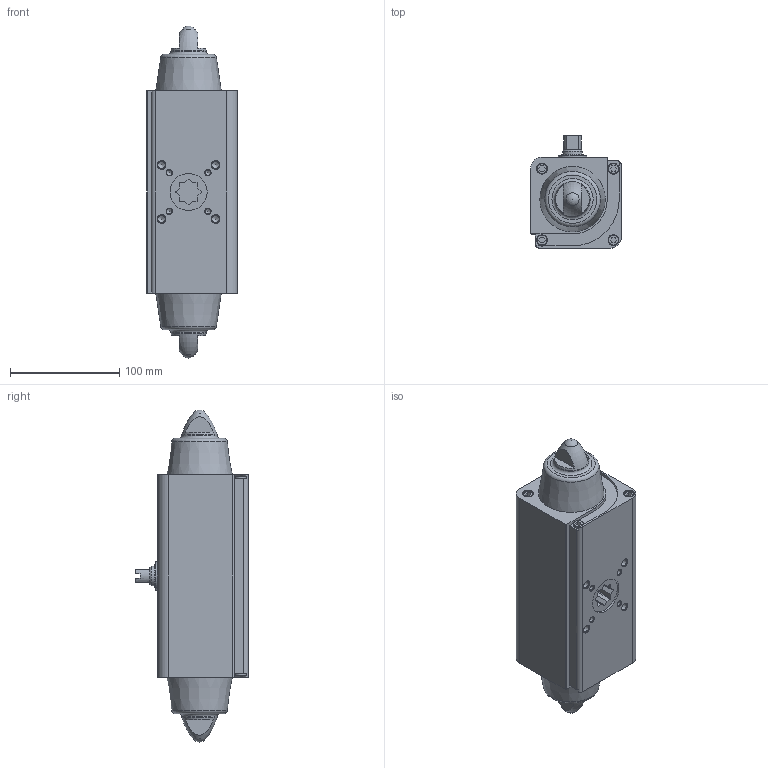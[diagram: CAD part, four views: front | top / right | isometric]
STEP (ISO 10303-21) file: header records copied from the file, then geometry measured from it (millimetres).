
FILE_DESCRIPTION(/* description */ ('STEP AP214'),/* implementation_level */ '2;1');
FILE_NAME(/* name */ '533438_DAPS-0053-090-RS4-F0507',/* time_stamp */ '2024-08-13T11:21:32+02:00',/* author */ ('License CC BY-ND 4.0'),/* organization */ ('CADENAS'),/* preprocessor_version */ 'ST-DEVELOPER v19.3',/* originating_system */ 'PARTsolutions',/* authorisation */ ' ');
FILE_SCHEMA (('AUTOMOTIVE_DESIGN {1 0 10303 214 3 1 1}'));
Length unit declared in the file: millimetre
Products named in the file (3): 533438 DAPS-0053-090-RS4-F0507---0; 533438 DAPS-0053-090-RS4-F0507---(1); 533438 DAPS-0053-090-RS4-F0507---(2)
Assembly tree (2 placements, depth 2):
  533438 DAPS-0053-090-RS4-F0507---0
    533438 DAPS-0053-090-RS4-F0507---(1)
    533438 DAPS-0053-090-RS4-F0507---(2)
Bounding box: 83.3 x 103.3 x 304.3 mm (x, y, z)
Volume: 1418173.7 mm3; surface area: 110668.4 mm2
Topology: 2 solids, 2 shells, 257 faces, 639 edges, 410 vertices
Faces by surface type: plane 138, cylinder 59, cone 42, torus 16, sphere 2
Full cylindrical faces by diameter (mm): 4.134 x8, 4.917 x5, 6.647 x4, 8.566 x2, 10 x8, 18 x1, 20.5 x1, 26 x2, 34 x2
Entity records: 6954 total; most frequent: CARTESIAN_POINT 1219, DIRECTION 1196, ORIENTED_EDGE 1006, EDGE_CURVE 503, AXIS2_PLACEMENT_3D 441, FACE_BOUND 397, VERTEX_POINT 388, EDGE_LOOP 378
